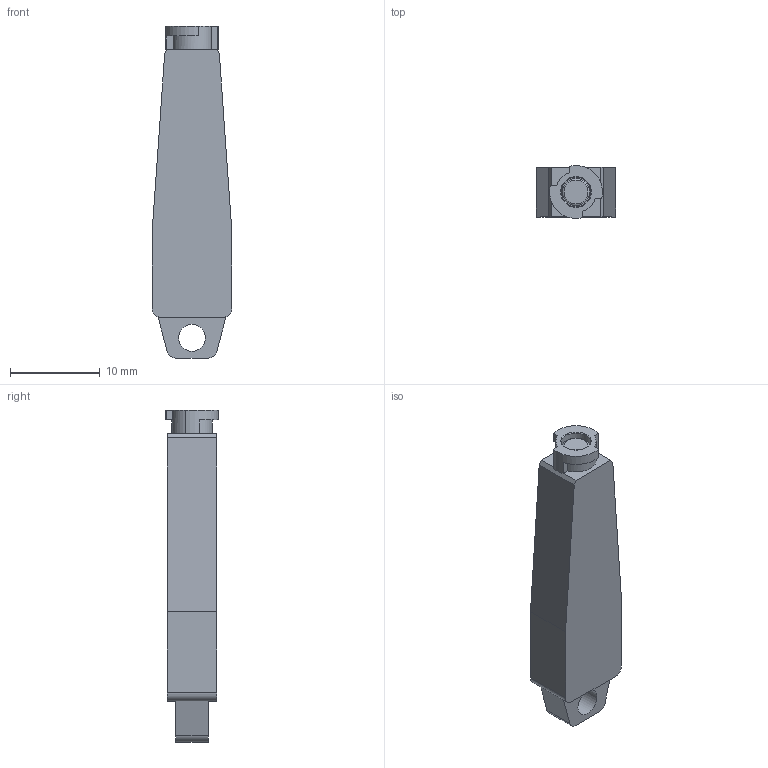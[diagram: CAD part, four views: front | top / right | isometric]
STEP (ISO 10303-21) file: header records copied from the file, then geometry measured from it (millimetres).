
FILE_DESCRIPTION(/* description */ ('STEP AP214'),/* implementation_level */ '2;1');
FILE_NAME(/* name */ '157600_AHB-MZB',/* time_stamp */ '2024-08-02T21:20:36+02:00',/* author */ ('License CC BY-ND 4.0'),/* organization */ ('CADENAS'),/* preprocessor_version */ 'ST-DEVELOPER v19.3',/* originating_system */ 'PARTsolutions',/* authorisation */ ' ');
FILE_SCHEMA (('AUTOMOTIVE_DESIGN {1 0 10303 214 3 1 1}'));
Length unit declared in the file: millimetre
Products named in the file (1): 157600 AHB-MZB
Bounding box: 8.8 x 5.89 x 36.9 mm (x, y, z)
Volume: 1409.6 mm3; surface area: 1064.3 mm2
Topology: 1 solids, 1 shells, 43 faces, 111 edges, 72 vertices
Faces by surface type: plane 30, cylinder 11, torus 2
Full cylindrical faces by diameter (mm): 3 x1, 3.05 x1, 3.25 x1
Entity records: 1613 total; most frequent: DIRECTION 226, CARTESIAN_POINT 222, ORIENTED_EDGE 212, EDGE_CURVE 106, AXIS2_PLACEMENT_3D 76, LINE 74, VECTOR 74, VERTEX_POINT 72
